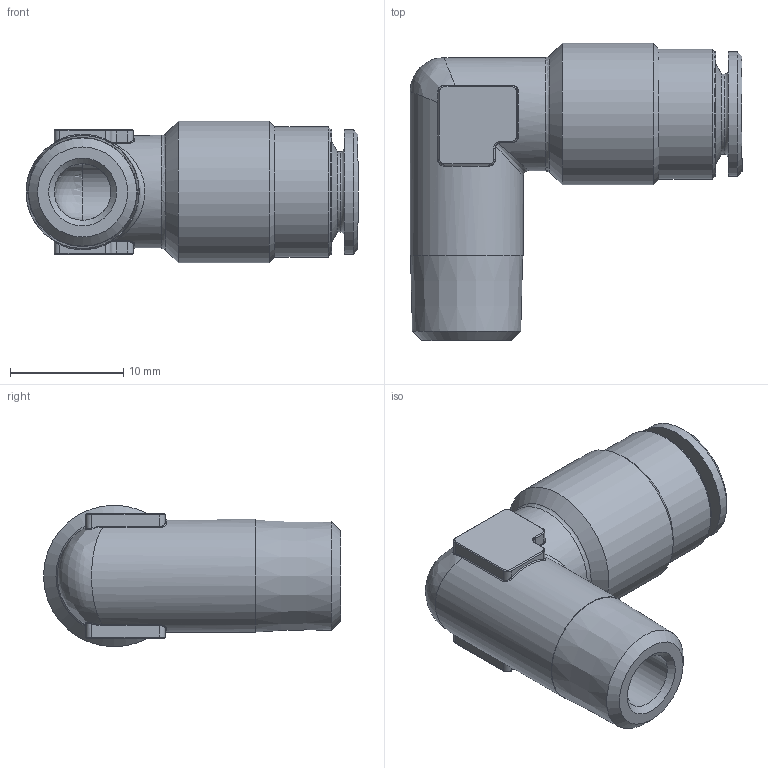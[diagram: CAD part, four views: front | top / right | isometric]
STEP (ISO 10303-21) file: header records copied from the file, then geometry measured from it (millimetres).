
FILE_DESCRIPTION(/* description */ (''),/* implementation_level */ '2;1');
FILE_NAME(/* name */ 'iqsl_186_hd_b.stp',/* time_stamp */ '2017-04-05T09:08:53+02:00',/* author */ ('leitheußer'),/* organization */ (''),/* preprocessor_version */ 'ST-DEVELOPER v15.6',/* originating_system */ 'Autodesk Inventor LT ',/* authorisation */ '');
FILE_SCHEMA (('AUTOMOTIVE_DESIGN { 1 0 10303 214 3 1 1 }'));
Length unit declared in the file: millimetre
Products named in the file (1): H0040031
Bounding box: 29.34 x 26.25 x 12.5 mm (x, y, z)
Volume: 2940.9 mm3; surface area: 2489.3 mm2
Topology: 1 solids, 1 shells, 112 faces, 277 edges, 168 vertices
Faces by surface type: cylinder 42, bspline 22, plane 19, torus 18, cone 10, sphere 1
Full cylindrical faces by diameter (mm): 5 x2, 6.15 x1, 7.1 x1, 10 x2, 11 x2, 11.5 x1, 12.5 x1
Entity records: 3834 total; most frequent: CARTESIAN_POINT 1346, DIRECTION 528, ORIENTED_EDGE 494, EDGE_CURVE 247, AXIS2_PLACEMENT_3D 226, VERTEX_POINT 162, EDGE_LOOP 139, CIRCLE 126
